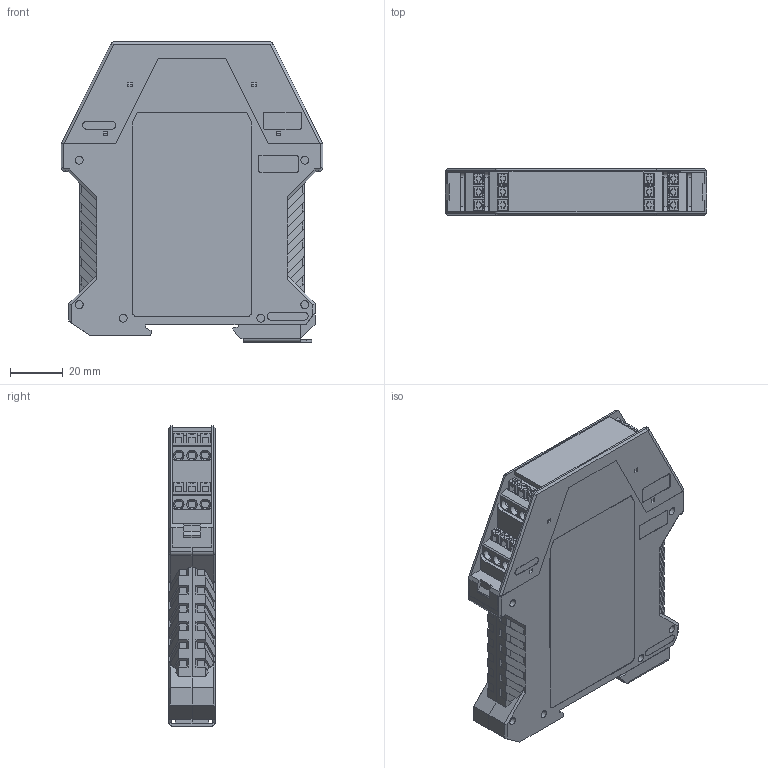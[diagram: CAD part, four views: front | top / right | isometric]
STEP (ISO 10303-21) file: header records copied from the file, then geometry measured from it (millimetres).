
FILE_DESCRIPTION(('STEP AP214'),'1');
FILE_NAME('cctmp_2989A0C9-25D8-4B74-9782-6AD1630202ED_2021_9_1_7_23_24_875..stp','2021-09-01T05:23:26',('PHOENIX CONTACT GmbH & Co. KG'),('CADClick - www.CADClick.com'),'Spatial InterOp 3D',' ','unknown authorization');
FILE_SCHEMA(('AUTOMOTIVE_DESIGN'));
Length unit declared in the file: millimetre
Products named in the file (18): 2021_09_01__07-23-24-812; 2021_09_01__07-23-24-781; 2021_09_01__07-23-24-750; 2021_09_01__07-23-24-719; 2021_09_01__07-23-24-687; 2021_09_01__07-23-24-656; 2021_09_01__07-23-24-625; 2021_09_01__07-23-24-594; 2021_09_01__07-23-24-562; 2021_09_01__07-23-24-531; 2021_09_01__07-23-24-500; 2021_09_01__07-23-24-469; 2021_09_01__07-23-24-437; 2021_09_01__07-23-24-406; 2021_09_01__07-23-24-375; 2021_09_01__07-23-24-344; 2021_09_01__07-23-24-312
Assembly tree (17 placements, depth 2):
  (unnamed)
    2021_09_01__07-23-24-812
    2021_09_01__07-23-24-781
    2021_09_01__07-23-24-750
    2021_09_01__07-23-24-719
    2021_09_01__07-23-24-687
    2021_09_01__07-23-24-656
    2021_09_01__07-23-24-625
    2021_09_01__07-23-24-594
    2021_09_01__07-23-24-562
    2021_09_01__07-23-24-531
    2021_09_01__07-23-24-500
    2021_09_01__07-23-24-469
    2021_09_01__07-23-24-437
    2021_09_01__07-23-24-406
    2021_09_01__07-23-24-375
    2021_09_01__07-23-24-344
    2021_09_01__07-23-24-312
Bounding box: 99 x 17.6 x 113.6 mm (x, y, z)
Volume: 60166.2 mm3; surface area: 77028.5 mm2
Topology: 17 solids, 17 shells, 1952 faces, 5411 edges, 3512 vertices
Faces by surface type: plane 1636, cylinder 248, cone 68
Entity records: 97500 total; most frequent: CARTESIAN_POINT 11589, ORIENTED_EDGE 10822, DIRECTION 9877, STYLED_ITEM 6832, PRESENTATION_STYLE_ASSIGNMENT 6832, COLOUR_RGB 6832, EDGE_CURVE 5411, CURVE_STYLE 4863
